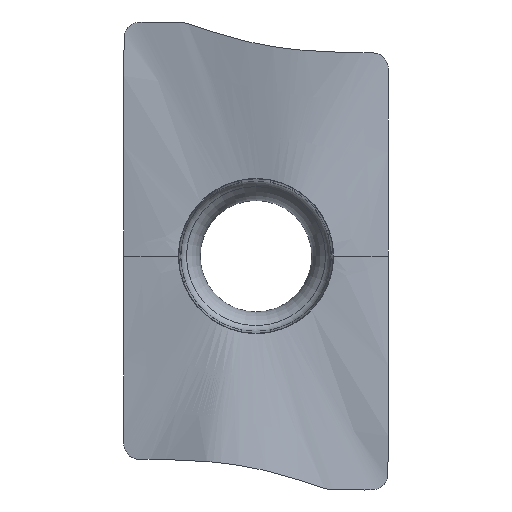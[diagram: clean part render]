
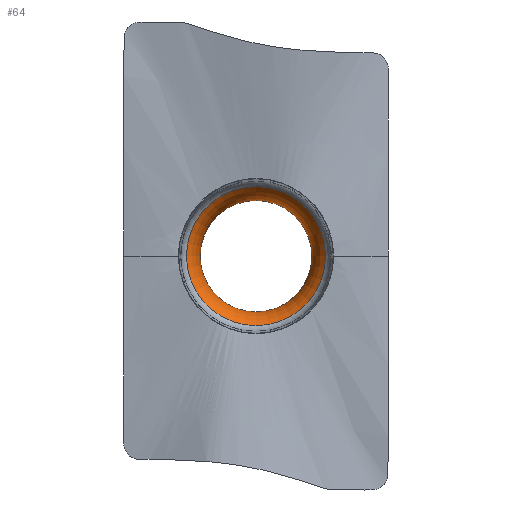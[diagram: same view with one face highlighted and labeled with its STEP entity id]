
A CAD part, top view. The second image highlights one B-rep face of the part: STEP entity #64.
In plain terms, the highlighted toroidal (fillet/blend) face has major radius 2.6 mm and minor radius 1.2 mm.
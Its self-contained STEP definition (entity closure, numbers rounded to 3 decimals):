
#37=TOROIDAL_SURFACE('',#264,2.6,1.2);
#64=ADVANCED_FACE('',(#86,#87),#37,.T.);
#73=CIRCLE('',#258,1.4);
#75=CIRCLE('',#261,1.746);
#86=FACE_BOUND('',#106,.T.);
#87=FACE_BOUND('',#107,.T.);
#106=EDGE_LOOP('',(#156));
#107=EDGE_LOOP('',(#157));
#156=ORIENTED_EDGE('',*,*,#197,.T.);
#157=ORIENTED_EDGE('',*,*,#199,.F.);
#172=VERTEX_POINT('',#4723);
#174=VERTEX_POINT('',#4728);
#197=EDGE_CURVE('',#172,#172,#73,.T.);
#199=EDGE_CURVE('',#174,#174,#75,.T.);
#258=AXIS2_PLACEMENT_3D('',#4722,#287,#288);
#261=AXIS2_PLACEMENT_3D('',#4727,#293,#294);
#264=AXIS2_PLACEMENT_3D('',#4731,#299,#300);
#287=DIRECTION('',(0.,0.,-1.));
#288=DIRECTION('',(1.,0.,0.));
#293=DIRECTION('',(0.,0.,-1.));
#294=DIRECTION('',(1.,0.,0.));
#299=DIRECTION('',(0.,0.,1.));
#300=DIRECTION('',(1.,0.,0.));
#4722=CARTESIAN_POINT('',(0.,0.,-2.546));
#4723=CARTESIAN_POINT('',(1.4,0.,-2.546));
#4727=CARTESIAN_POINT('',(0.,0.,-1.703));
#4728=CARTESIAN_POINT('',(1.746,0.,-1.703));
#4731=CARTESIAN_POINT('',(0.,0.,-2.546));
